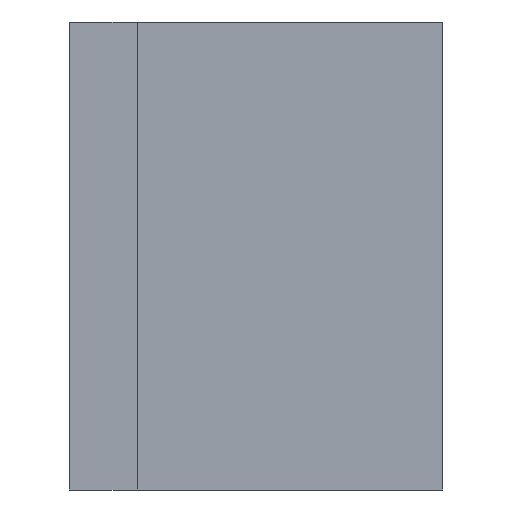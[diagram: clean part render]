
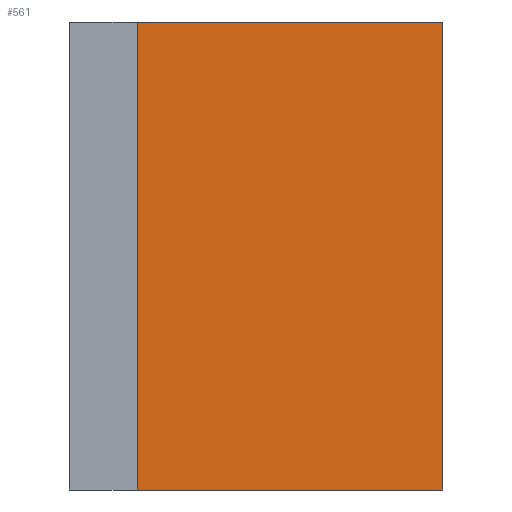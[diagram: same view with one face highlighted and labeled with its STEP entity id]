
A CAD part, left-side view. The second image highlights one B-rep face of the part: STEP entity #561.
In plain terms, the highlighted planar face has unit normal (-1, 0, 0).
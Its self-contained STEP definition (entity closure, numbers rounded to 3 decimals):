
#84=PLANE('',#640);
#120=FACE_OUTER_BOUND('',#166,.T.);
#166=EDGE_LOOP('',(#494,#495,#496,#497));
#188=LINE('',#1021,#225);
#205=LINE('',#1057,#242);
#206=LINE('',#1059,#243);
#207=LINE('',#1060,#244);
#225=VECTOR('',#767,10.);
#242=VECTOR('',#802,10.);
#243=VECTOR('',#805,10.);
#244=VECTOR('',#806,10.);
#303=VERTEX_POINT('',#1018);
#304=VERTEX_POINT('',#1020);
#313=VERTEX_POINT('',#1053);
#314=VERTEX_POINT('',#1055);
#360=EDGE_CURVE('',#303,#304,#188,.T.);
#379=EDGE_CURVE('',#313,#314,#205,.T.);
#380=EDGE_CURVE('',#313,#303,#206,.T.);
#381=EDGE_CURVE('',#314,#304,#207,.T.);
#494=ORIENTED_EDGE('',*,*,#380,.F.);
#495=ORIENTED_EDGE('',*,*,#379,.T.);
#496=ORIENTED_EDGE('',*,*,#381,.T.);
#497=ORIENTED_EDGE('',*,*,#360,.F.);
#561=ADVANCED_FACE('',(#120),#84,.T.);
#640=AXIS2_PLACEMENT_3D('',#1058,#803,#804);
#767=DIRECTION('',(0.,0.,1.));
#802=DIRECTION('',(0.,0.,1.));
#803=DIRECTION('center_axis',(-1.,0.,0.));
#804=DIRECTION('ref_axis',(0.,-1.,0.));
#805=DIRECTION('',(0.,1.,0.));
#806=DIRECTION('',(0.,1.,0.));
#1018=CARTESIAN_POINT('',(7.523,25.989,0.));
#1020=CARTESIAN_POINT('',(7.523,25.989,6.9));
#1021=CARTESIAN_POINT('',(7.523,25.989,0.));
#1053=CARTESIAN_POINT('',(7.523,21.489,0.));
#1055=CARTESIAN_POINT('',(7.523,21.489,6.9));
#1057=CARTESIAN_POINT('',(7.523,21.489,0.));
#1058=CARTESIAN_POINT('Origin',(7.523,24.489,0.));
#1059=CARTESIAN_POINT('',(7.523,24.489,0.));
#1060=CARTESIAN_POINT('',(7.523,24.489,6.9));
